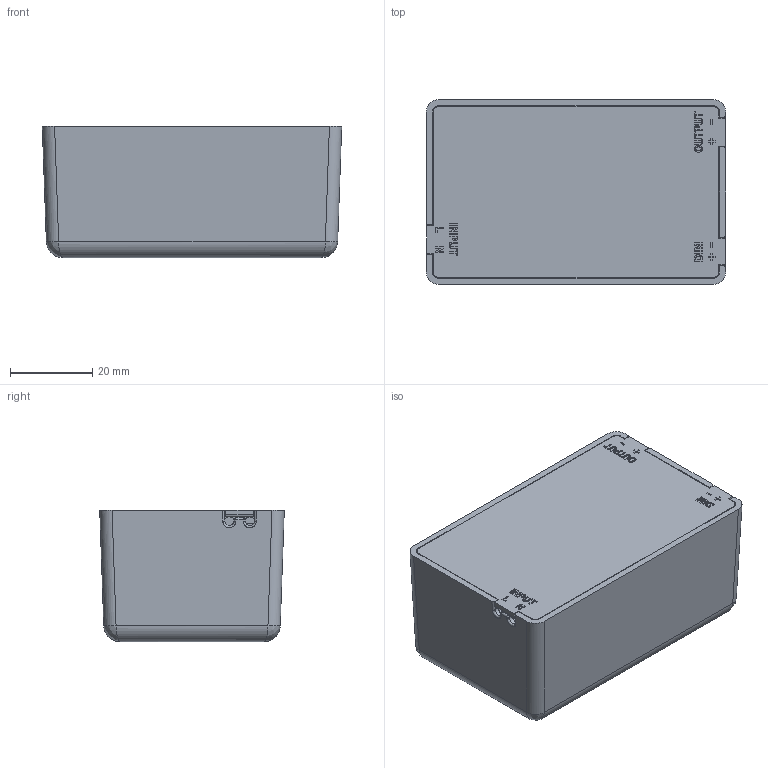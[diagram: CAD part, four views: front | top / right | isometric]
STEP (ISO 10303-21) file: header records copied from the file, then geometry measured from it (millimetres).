
FILE_DESCRIPTION((''),'2;1');
FILE_NAME('LDC36W_ASM','2019-02-19T',('wsenga'),(''),'PRO/ENGINEER BY PARAMETRIC TECHNOLOGY CORPORATION, 2012360','PRO/ENGINEER BY PARAMETRIC TECHNOLOGY CORPORATION, 2012360','');
FILE_SCHEMA(('CONFIG_CONTROL_DESIGN'));
Length unit declared in the file: millimetre
Products named in the file (3): MAWLDC36W-2A; MAWLDC36W-1A; LDC36W_ASM
Assembly tree (2 placements, depth 2):
  LDC36W_ASM
    MAWLDC36W-2A
    MAWLDC36W-1A
Bounding box: 73 x 45 x 32 mm (x, y, z)
Surface area: 27081.8 mm2 (no closed solid volume)
Topology: 0 solids, 2 shells, 483 faces, 1279 edges, 824 vertices
Faces by surface type: plane 329, extrusion 66, cylinder 60, bspline 18, sphere 6, cone 4
Entity records: 16438 total; most frequent: CARTESIAN_POINT 4880, ORIENTED_EDGE 2558, DIRECTION 1983, EDGE_CURVE 1279, VECTOR 1063, LINE 997, VERTEX_POINT 824, EDGE_LOOP 507
